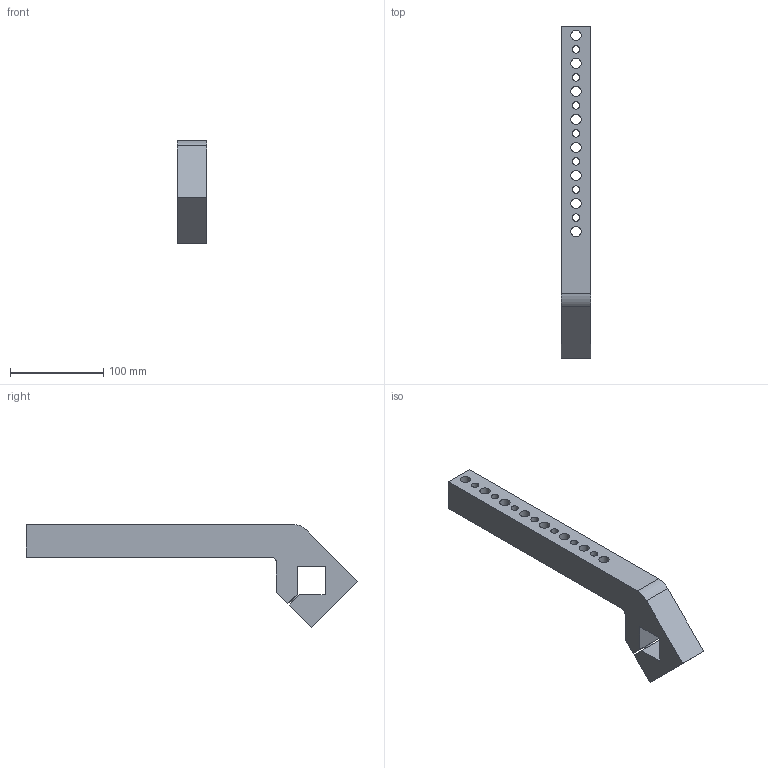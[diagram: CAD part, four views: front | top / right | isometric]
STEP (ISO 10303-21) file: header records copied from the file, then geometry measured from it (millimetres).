
FILE_DESCRIPTION(/* description */ (''),/* implementation_level */ '2;1');
FILE_NAME(/* name */ 'QNACA135M.stp',/* time_stamp */ '2018-10-18T14:55:01+02:00',/* author */ ('donadda1'),/* organization */ ('Pneumax S.p.A.'),/* preprocessor_version */ 'ST-DEVELOPER v17',/* originating_system */ 'Autodesk Inventor 2019',/* authorisation */ '');
FILE_SCHEMA (('AUTOMOTIVE_DESIGN { 1 0 10303 214 3 1 1 }'));
Length unit declared in the file: millimetre
Products named in the file (1): QNACA135M
Bounding box: 32 x 355.2 x 110.2 mm (x, y, z)
Volume: 418234.4 mm3; surface area: 73614 mm2
Topology: 1 solids, 1 shells, 35 faces, 100 edges, 66 vertices
Faces by surface type: cylinder 18, plane 17
Full cylindrical faces by diameter (mm): 8 x7, 10 x1, 11 x8
Entity records: 1259 total; most frequent: DIRECTION 210, CARTESIAN_POINT 202, ORIENTED_EDGE 200, EDGE_CURVE 100, AXIS2_PLACEMENT_3D 74, EDGE_LOOP 66, VERTEX_POINT 66, LINE 62
